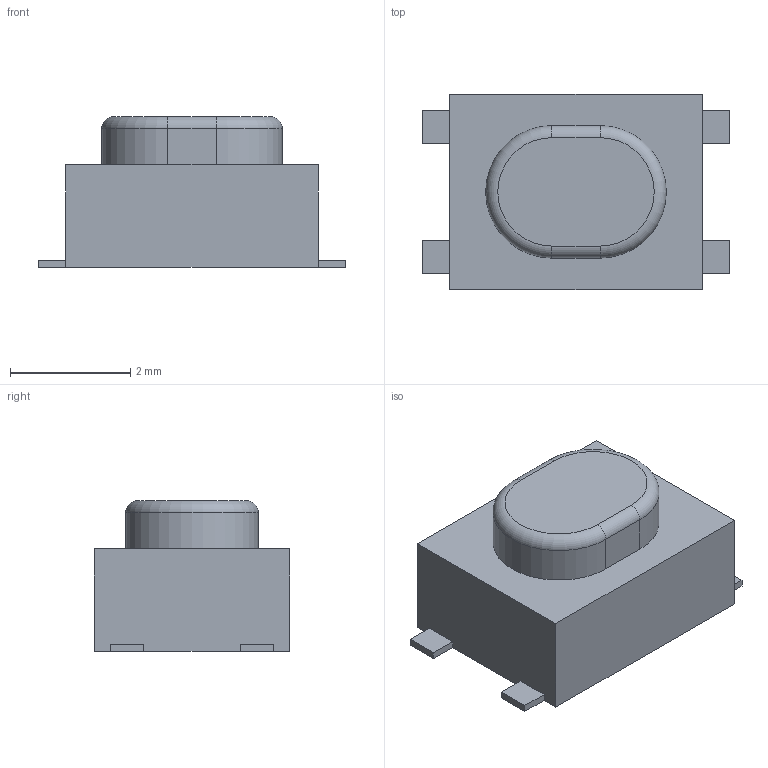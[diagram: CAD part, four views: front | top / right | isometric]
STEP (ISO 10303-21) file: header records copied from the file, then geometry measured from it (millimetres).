
FILE_DESCRIPTION(/* description */ (''),/* implementation_level */ '2;1');
FILE_NAME(/* name */ 'TS-1089S-02526 v2.step',/* time_stamp */ '2023-01-10T17:08:49+10:00',/* author */ (''),/* organization */ (''),/* preprocessor_version */ 'ST-DEVELOPER v19.2',/* originating_system */ 'Autodesk Translation Framework v11.17.0.187',/* authorisation */ '');
FILE_SCHEMA (('AUTOMOTIVE_DESIGN { 1 0 10303 214 3 1 1 }'));
Length unit declared in the file: millimetre
Products named in the file (1): TS-1089S-02526
Bounding box: 5.1 x 3.25 x 2.5 mm (x, y, z)
Volume: 27.7 mm3; surface area: 61.1 mm2
Topology: 1 solids, 1 shells, 31 faces, 80 edges, 52 vertices
Faces by surface type: plane 25, cylinder 4, torus 2
Entity records: 992 total; most frequent: CARTESIAN_POINT 164, ORIENTED_EDGE 160, DIRECTION 154, EDGE_CURVE 80, LINE 70, VECTOR 70, VERTEX_POINT 52, AXIS2_PLACEMENT_3D 42
